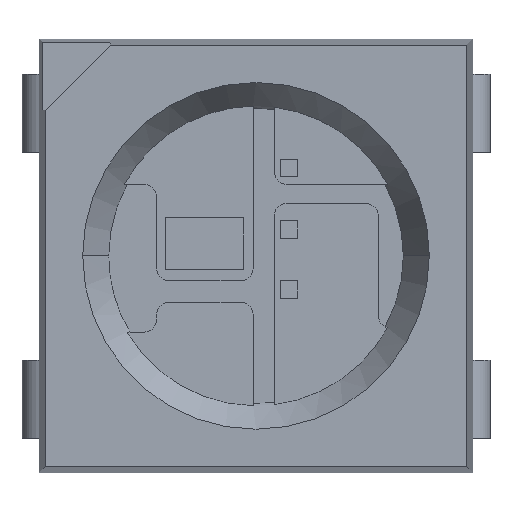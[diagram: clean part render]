
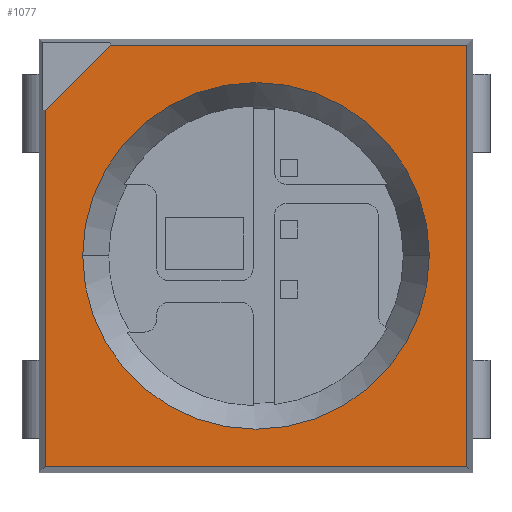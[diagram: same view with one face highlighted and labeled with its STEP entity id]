
A CAD part, top view. The second image highlights one B-rep face of the part: STEP entity #1077.
In plain terms, the highlighted planar face has unit normal (0, 0, 1).
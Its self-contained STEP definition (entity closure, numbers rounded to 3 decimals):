
#383 = VERTEX_POINT('',#384);
#384 = CARTESIAN_POINT('',(2.,0.,1.57));
#390 = EDGE_CURVE('',#383,#391,#393,.T.);
#391 = VERTEX_POINT('',#392);
#392 = CARTESIAN_POINT('',(-2.,0.,1.57));
#393 = CIRCLE('',#394,2.);
#394 = AXIS2_PLACEMENT_3D('',#395,#396,#397);
#395 = CARTESIAN_POINT('',(0.,0.,1.57));
#396 = DIRECTION('',(0.,0.,-1.));
#397 = DIRECTION('',(1.,0.,0.));
#995 = EDGE_CURVE('',#391,#383,#996,.T.);
#996 = CIRCLE('',#997,2.);
#997 = AXIS2_PLACEMENT_3D('',#998,#999,#1000);
#998 = CARTESIAN_POINT('',(0.,0.,1.57));
#999 = DIRECTION('',(0.,0.,-1.));
#1000 = DIRECTION('',(1.,0.,0.));
#1077 = ADVANCED_FACE('',(#1078,#1082),#1124,.T.);
#1078 = FACE_BOUND('',#1079,.T.);
#1079 = EDGE_LOOP('',(#1080,#1081));
#1080 = ORIENTED_EDGE('',*,*,#390,.T.);
#1081 = ORIENTED_EDGE('',*,*,#995,.T.);
#1082 = FACE_BOUND('',#1083,.T.);
#1083 = EDGE_LOOP('',(#1084,#1094,#1102,#1110,#1118));
#1084 = ORIENTED_EDGE('',*,*,#1085,.F.);
#1085 = EDGE_CURVE('',#1086,#1088,#1090,.T.);
#1086 = VERTEX_POINT('',#1087);
#1087 = CARTESIAN_POINT('',(-2.43,1.68,1.57));
#1088 = VERTEX_POINT('',#1089);
#1089 = CARTESIAN_POINT('',(-1.68,2.43,1.57));
#1090 = LINE('',#1091,#1092);
#1091 = CARTESIAN_POINT('',(-1.68,2.43,1.57));
#1092 = VECTOR('',#1093,1.);
#1093 = DIRECTION('',(0.707,0.707,0.));
#1094 = ORIENTED_EDGE('',*,*,#1095,.T.);
#1095 = EDGE_CURVE('',#1086,#1096,#1098,.T.);
#1096 = VERTEX_POINT('',#1097);
#1097 = CARTESIAN_POINT('',(-2.43,-2.43,1.57));
#1098 = LINE('',#1099,#1100);
#1099 = CARTESIAN_POINT('',(-2.43,-2.5,1.57));
#1100 = VECTOR('',#1101,1.);
#1101 = DIRECTION('',(0.,-1.,0.));
#1102 = ORIENTED_EDGE('',*,*,#1103,.T.);
#1103 = EDGE_CURVE('',#1096,#1104,#1106,.T.);
#1104 = VERTEX_POINT('',#1105);
#1105 = CARTESIAN_POINT('',(2.43,-2.43,1.57));
#1106 = LINE('',#1107,#1108);
#1107 = CARTESIAN_POINT('',(2.5,-2.43,1.57));
#1108 = VECTOR('',#1109,1.);
#1109 = DIRECTION('',(1.,0.,0.));
#1110 = ORIENTED_EDGE('',*,*,#1111,.T.);
#1111 = EDGE_CURVE('',#1104,#1112,#1114,.T.);
#1112 = VERTEX_POINT('',#1113);
#1113 = CARTESIAN_POINT('',(2.43,2.43,1.57));
#1114 = LINE('',#1115,#1116);
#1115 = CARTESIAN_POINT('',(2.43,-2.5,1.57));
#1116 = VECTOR('',#1117,1.);
#1117 = DIRECTION('',(0.,1.,0.));
#1118 = ORIENTED_EDGE('',*,*,#1119,.T.);
#1119 = EDGE_CURVE('',#1112,#1088,#1120,.T.);
#1120 = LINE('',#1121,#1122);
#1121 = CARTESIAN_POINT('',(2.5,2.43,1.57));
#1122 = VECTOR('',#1123,1.);
#1123 = DIRECTION('',(-1.,0.,0.));
#1124 = PLANE('',#1125);
#1125 = AXIS2_PLACEMENT_3D('',#1126,#1127,#1128);
#1126 = CARTESIAN_POINT('',(0.,0.,1.57));
#1127 = DIRECTION('',(0.,0.,1.));
#1128 = DIRECTION('',(1.,0.,0.));
